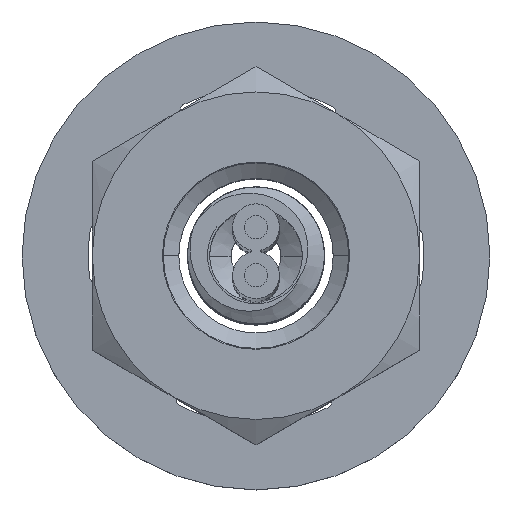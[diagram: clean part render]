
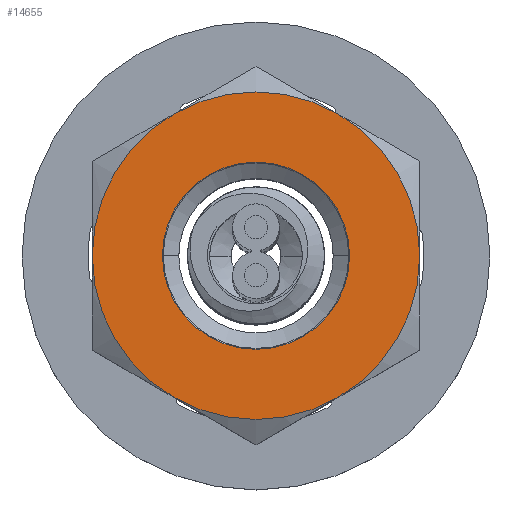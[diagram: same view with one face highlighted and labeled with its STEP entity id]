
A CAD part, top view. The second image highlights one B-rep face of the part: STEP entity #14655.
In plain terms, the highlighted planar face has unit normal (0, 0, 1).
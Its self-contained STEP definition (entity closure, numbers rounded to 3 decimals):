
#13850=CARTESIAN_POINT('',(0.,0.,0.));
#13851=DIRECTION('',(0.,0.,-1.));
#13852=DIRECTION('',(1.,0.,0.));
#13853=AXIS2_PLACEMENT_3D('',#13850,#13851,#13852);
#13855=CARTESIAN_POINT('',(0.,0.,0.));
#13856=DIRECTION('',(0.,0.,-1.));
#13857=DIRECTION('',(0.5,-0.866,0.));
#13858=AXIS2_PLACEMENT_3D('',#13855,#13856,#13857);
#13860=CARTESIAN_POINT('',(0.,0.,0.));
#13861=DIRECTION('',(0.,0.,-1.));
#13862=DIRECTION('',(-0.5,-0.866,0.));
#13863=AXIS2_PLACEMENT_3D('',#13860,#13861,#13862);
#13865=CARTESIAN_POINT('',(0.,0.,0.));
#13866=DIRECTION('',(0.,0.,-1.));
#13867=DIRECTION('',(-1.,0.,0.));
#13868=AXIS2_PLACEMENT_3D('',#13865,#13866,#13867);
#13870=CARTESIAN_POINT('',(0.,0.,0.));
#13871=DIRECTION('',(0.,0.,-1.));
#13872=DIRECTION('',(-0.5,0.866,0.));
#13873=AXIS2_PLACEMENT_3D('',#13870,#13871,#13872);
#13875=CARTESIAN_POINT('',(0.,0.,0.));
#13876=DIRECTION('',(0.,0.,-1.));
#13877=DIRECTION('',(0.5,0.866,0.));
#13878=AXIS2_PLACEMENT_3D('',#13875,#13876,#13877);
#13897=CARTESIAN_POINT('',(0.,0.,0.));
#13898=DIRECTION('',(0.,0.,-1.));
#13899=DIRECTION('',(-1.,0.,0.));
#13900=AXIS2_PLACEMENT_3D('',#13897,#13898,#13899);
#13906=CARTESIAN_POINT('',(0.,0.,0.));
#13907=DIRECTION('',(0.,0.,-1.));
#13908=DIRECTION('',(1.,0.,0.));
#13909=AXIS2_PLACEMENT_3D('',#13906,#13907,#13908);
#14320=CARTESIAN_POINT('',(3.5,0.,0.));
#14321=CARTESIAN_POINT('',(1.75,-3.031,0.));
#14322=VERTEX_POINT('',#14320);
#14323=VERTEX_POINT('',#14321);
#14324=CARTESIAN_POINT('',(-2.,0.,0.));
#14325=CARTESIAN_POINT('',(2.,0.,0.));
#14326=VERTEX_POINT('',#14324);
#14327=VERTEX_POINT('',#14325);
#14351=CARTESIAN_POINT('',(-1.75,-3.031,0.));
#14352=VERTEX_POINT('',#14351);
#14353=CARTESIAN_POINT('',(-3.5,0.,0.));
#14354=VERTEX_POINT('',#14353);
#14355=CARTESIAN_POINT('',(-1.75,3.031,0.));
#14356=CARTESIAN_POINT('',(1.75,3.031,0.));
#14357=VERTEX_POINT('',#14355);
#14358=VERTEX_POINT('',#14356);
#14631=CARTESIAN_POINT('',(-7.,0.,0.));
#14632=DIRECTION('',(0.,0.,1.));
#14633=DIRECTION('',(1.,0.,0.));
#14634=AXIS2_PLACEMENT_3D('',#14631,#14632,#14633);
#14635=PLANE('',#14634);
#14636=ORIENTED_EDGE('',*,*,#14626,.T.);
#14638=ORIENTED_EDGE('',*,*,#14637,.T.);
#14640=ORIENTED_EDGE('',*,*,#14639,.T.);
#14642=ORIENTED_EDGE('',*,*,#14641,.T.);
#14644=ORIENTED_EDGE('',*,*,#14643,.T.);
#14646=ORIENTED_EDGE('',*,*,#14645,.T.);
#14647=EDGE_LOOP('',(#14636,#14638,#14640,#14642,#14644,#14646));
#14648=FACE_OUTER_BOUND('',#14647,.F.);
#14650=ORIENTED_EDGE('',*,*,#14649,.F.);
#14652=ORIENTED_EDGE('',*,*,#14651,.F.);
#14653=EDGE_LOOP('',(#14650,#14652));
#14654=FACE_BOUND('',#14653,.F.);
#14655=ADVANCED_FACE('',(#14648,#14654),#14635,.T.);
#13854=CIRCLE('',#13853,3.5);
#13859=CIRCLE('',#13858,3.5);
#13864=CIRCLE('',#13863,3.5);
#13869=CIRCLE('',#13868,3.5);
#13874=CIRCLE('',#13873,3.5);
#13879=CIRCLE('',#13878,3.5);
#13901=CIRCLE('',#13900,2.);
#13910=CIRCLE('',#13909,2.);
#14626=EDGE_CURVE('',#14322,#14323,#13854,.T.);
#14637=EDGE_CURVE('',#14323,#14352,#13859,.T.);
#14639=EDGE_CURVE('',#14352,#14354,#13864,.T.);
#14641=EDGE_CURVE('',#14354,#14357,#13869,.T.);
#14643=EDGE_CURVE('',#14357,#14358,#13874,.T.);
#14645=EDGE_CURVE('',#14358,#14322,#13879,.T.);
#14649=EDGE_CURVE('',#14326,#14327,#13901,.T.);
#14651=EDGE_CURVE('',#14327,#14326,#13910,.T.);
